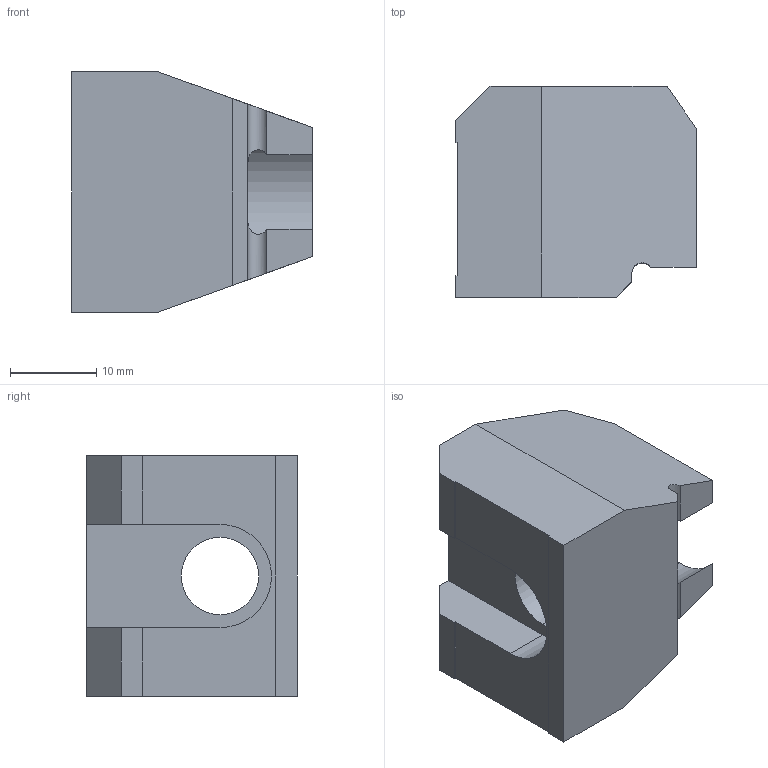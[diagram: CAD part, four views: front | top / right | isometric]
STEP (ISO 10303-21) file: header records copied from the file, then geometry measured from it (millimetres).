
FILE_DESCRIPTION(('STEP AP214'),'1');
FILE_NAME('haldern_eh_23320_0054.stp','2018-09-24T13:43:37',('TraceParts'),('TraceParts S.A.'),'Spatial InterOp 3D',' ',' ');
FILE_SCHEMA(('automotive_design'));
Length unit declared in the file: millimetre
Products named in the file (1): haldern_eh_23320_0054
Bounding box: 28 x 24.5 x 28 mm (x, y, z)
Volume: 11424.9 mm3; surface area: 4452.3 mm2
Topology: 1 solids, 1 shells, 32 faces, 90 edges, 60 vertices
Faces by surface type: plane 25, cylinder 7
Entity records: 1355 total; most frequent: CARTESIAN_POINT 238, ORIENTED_EDGE 180, DIRECTION 168, EDGE_CURVE 90, LINE 74, VECTOR 74, VERTEX_POINT 60, AXIS2_PLACEMENT_3D 47
